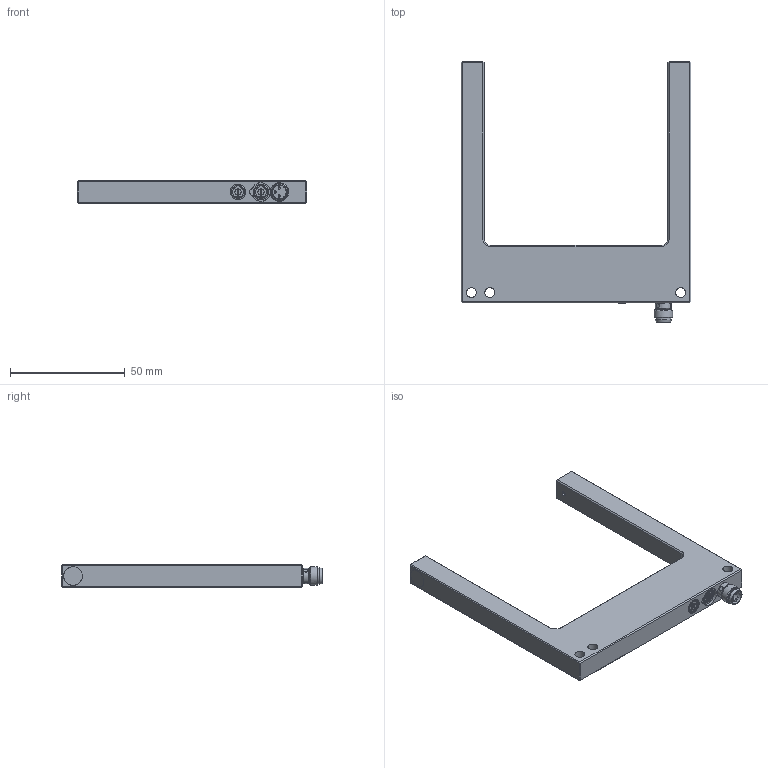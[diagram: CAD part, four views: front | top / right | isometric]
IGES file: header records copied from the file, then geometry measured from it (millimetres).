
Global section: file name: No Iges File Name specified; native system: Autodesk Inventor 2013; preprocessor: AutoDesk Inventor Iges Exporter R2013; author: lck; date: 20130411.072202; units: millimetre
Bounding box: 100 x 113.5 x 10 mm (x, y, z)
Volume: 40691.3 mm3; surface area: 15082.8 mm2
Topology: 6 solids, 6 shells, 232 faces, 492 edges, 303 vertices
Faces by surface type: bspline 232
